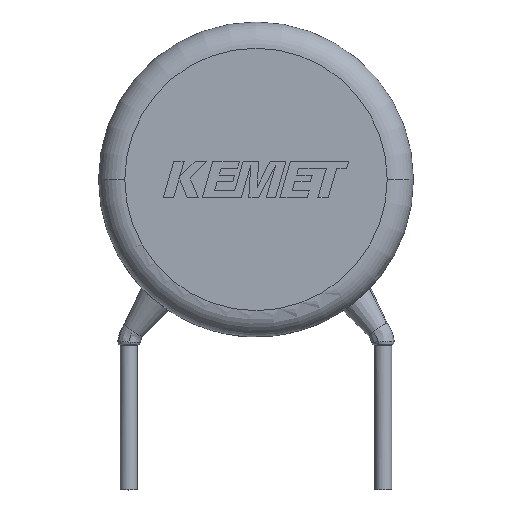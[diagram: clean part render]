
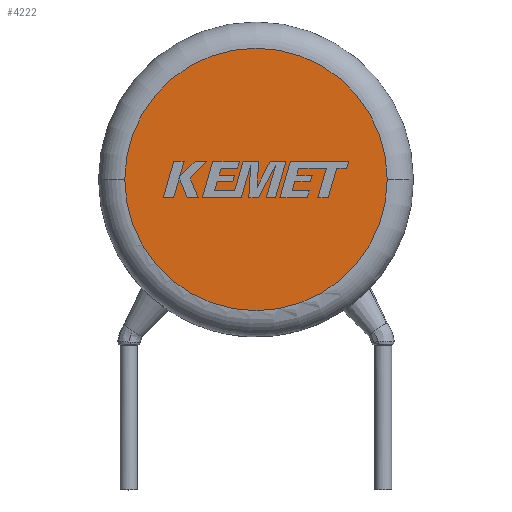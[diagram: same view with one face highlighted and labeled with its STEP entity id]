
A CAD part, top view. The second image highlights one B-rep face of the part: STEP entity #4222.
In plain terms, the highlighted planar face has unit normal (0, 0, 1).
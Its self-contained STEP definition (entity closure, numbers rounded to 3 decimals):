
#7 = VERTEX_POINT ( 'NONE', #4233 ) ;
#240 = DIRECTION ( 'NONE',  ( 1., 0., 0. ) ) ;
#247 = FACE_OUTER_BOUND ( 'NONE', #2059, .T. ) ;
#249 = CARTESIAN_POINT ( 'NONE',  ( 0., 0., 5. ) ) ;
#406 = ORIENTED_EDGE ( 'NONE', *, *, #3580, .T. ) ;
#463 = DIRECTION ( 'NONE',  ( 1., 0., 0. ) ) ;
#598 = AXIS2_PLACEMENT_3D ( 'NONE', #249, #1820, #240 ) ;
#622 = AXIS2_PLACEMENT_3D ( 'NONE', #2435, #1782, #463 ) ;
#798 = DIRECTION ( 'NONE',  ( 0., 0., 1. ) ) ;
#892 = CIRCLE ( 'NONE', #622, 5. ) ;
#1374 = AXIS2_PLACEMENT_3D ( 'NONE', #4131, #798, #3528 ) ;
#1782 = DIRECTION ( 'NONE',  ( 0., 0., 1. ) ) ;
#1820 = DIRECTION ( 'NONE',  ( 0., 0., 1. ) ) ;
#2059 = EDGE_LOOP ( 'NONE', ( #2746, #406 ) ) ;
#2144 = CARTESIAN_POINT ( 'NONE',  ( -5., 0., 5. ) ) ;
#2435 = CARTESIAN_POINT ( 'NONE',  ( 0., 0., 5. ) ) ;
#2459 = CIRCLE ( 'NONE', #598, 5. ) ;
#2746 = ORIENTED_EDGE ( 'NONE', *, *, #2853, .T. ) ;
#2853 = EDGE_CURVE ( 'NONE', #7, #3462, #892, .T. ) ;
#3462 = VERTEX_POINT ( 'NONE', #2144 ) ;
#3528 = DIRECTION ( 'NONE',  ( 1., 0., 0. ) ) ;
#3580 = EDGE_CURVE ( 'NONE', #3462, #7, #2459, .T. ) ;
#3815 = PLANE ( 'NONE',  #1374 ) ;
#4131 = CARTESIAN_POINT ( 'NONE',  ( 0., 0., 5. ) ) ;
#4222 = ADVANCED_FACE ( 'NONE', ( #247 ), #3815, .T. ) ;
#4233 = CARTESIAN_POINT ( 'NONE',  ( 5., 0., 5. ) ) ;
